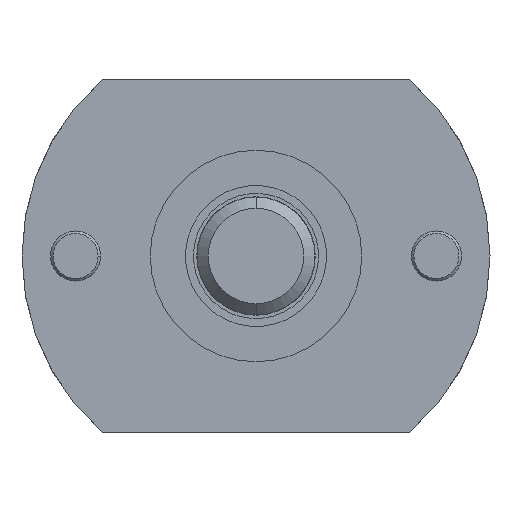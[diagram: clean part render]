
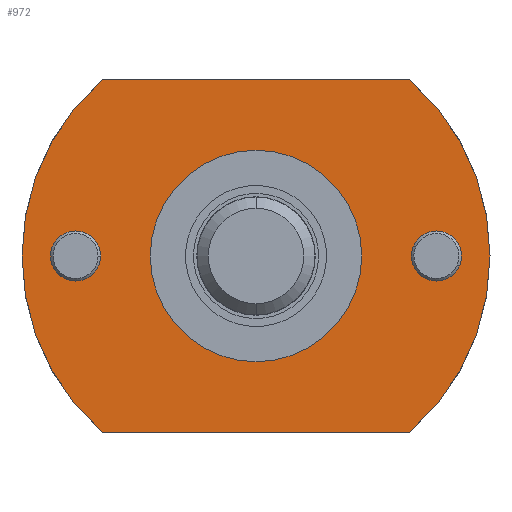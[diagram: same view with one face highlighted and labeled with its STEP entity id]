
A CAD part, front view. The second image highlights one B-rep face of the part: STEP entity #972.
In plain terms, the highlighted planar face has unit normal (0, -1, 0).
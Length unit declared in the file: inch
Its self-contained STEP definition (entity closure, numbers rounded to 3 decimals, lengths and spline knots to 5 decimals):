
#14 = CARTESIAN_POINT ( 'NONE',  ( 0., 0., -0.1875 ) ) ;
#38 = DIRECTION ( 'NONE',  ( 0., 0., -1. ) ) ;
#49 = VERTEX_POINT ( 'NONE', #431 ) ;
#94 = VERTEX_POINT ( 'NONE', #3832 ) ;
#176 = CIRCLE ( 'NONE', #3296, 0.0445 ) ;
#231 = DIRECTION ( 'NONE',  ( 0., 1., 0. ) ) ;
#234 = EDGE_CURVE ( 'NONE', #2939, #1329, #3620, .T. ) ;
#344 = CIRCLE ( 'NONE', #3920, 0.415 ) ;
#347 = CIRCLE ( 'NONE', #1029, 0.1875 ) ;
#431 = CARTESIAN_POINT ( 'NONE',  ( -0.27307, 0., 0.3125 ) ) ;
#563 = CARTESIAN_POINT ( 'NONE',  ( 0.27307, 0., -0.3125 ) ) ;
#628 = ORIENTED_EDGE ( 'NONE', *, *, #734, .F. ) ;
#639 = EDGE_CURVE ( 'NONE', #4034, #2125, #2758, .T. ) ;
#665 = EDGE_CURVE ( 'NONE', #1250, #94, #2795, .T. ) ;
#676 = EDGE_CURVE ( 'NONE', #1788, #49, #2699, .T. ) ;
#682 = CARTESIAN_POINT ( 'NONE',  ( -0.32, 0., 0.0445 ) ) ;
#694 = EDGE_LOOP ( 'NONE', ( #2696, #2672, #741, #3500 ) ) ;
#734 = EDGE_CURVE ( 'NONE', #94, #1250, #2504, .T. ) ;
#741 = ORIENTED_EDGE ( 'NONE', *, *, #676, .F. ) ;
#750 = EDGE_LOOP ( 'NONE', ( #628, #4089 ) ) ;
#752 = DIRECTION ( 'NONE',  ( 1., 0., 0. ) ) ;
#801 = CARTESIAN_POINT ( 'NONE',  ( -0.27307, 0., 0.3125 ) ) ;
#824 = DIRECTION ( 'NONE',  ( 0., 0., -1. ) ) ;
#972 = ADVANCED_FACE ( 'NONE', ( #1836, #1845, #1933, #1831 ), #1495, .F. ) ;
#1029 = AXIS2_PLACEMENT_3D ( 'NONE', #4146, #3325, #3221 ) ;
#1062 = AXIS2_PLACEMENT_3D ( 'NONE', #3761, #231, #1574 ) ;
#1150 = DIRECTION ( 'NONE',  ( 0., -1., 0. ) ) ;
#1159 = CARTESIAN_POINT ( 'NONE',  ( 0.32, 0., 0. ) ) ;
#1250 = VERTEX_POINT ( 'NONE', #682 ) ;
#1291 = CARTESIAN_POINT ( 'NONE',  ( 0.27307, 0., 0.3125 ) ) ;
#1300 = DIRECTION ( 'NONE',  ( 0., 0., -1. ) ) ;
#1329 = VERTEX_POINT ( 'NONE', #4185 ) ;
#1442 = DIRECTION ( 'NONE',  ( 0., 0., -1. ) ) ;
#1467 = CARTESIAN_POINT ( 'NONE',  ( 0., 0., 0. ) ) ;
#1495 = PLANE ( 'NONE',  #1062 ) ;
#1574 = DIRECTION ( 'NONE',  ( 0., 0., 1. ) ) ;
#1671 = CARTESIAN_POINT ( 'NONE',  ( 0., 0., 0. ) ) ;
#1706 = CARTESIAN_POINT ( 'NONE',  ( -0.27307, 0., -0.3125 ) ) ;
#1788 = VERTEX_POINT ( 'NONE', #1706 ) ;
#1831 = FACE_OUTER_BOUND ( 'NONE', #694, .T. ) ;
#1836 = FACE_BOUND ( 'NONE', #750, .T. ) ;
#1845 = FACE_BOUND ( 'NONE', #2762, .T. ) ;
#1933 = FACE_BOUND ( 'NONE', #3473, .T. ) ;
#1945 = AXIS2_PLACEMENT_3D ( 'NONE', #1671, #4221, #824 ) ;
#1981 = AXIS2_PLACEMENT_3D ( 'NONE', #1467, #2329, #2400 ) ;
#2125 = VERTEX_POINT ( 'NONE', #2930 ) ;
#2177 = AXIS2_PLACEMENT_3D ( 'NONE', #3182, #1150, #1300 ) ;
#2229 = AXIS2_PLACEMENT_3D ( 'NONE', #3639, #2396, #1442 ) ;
#2329 = DIRECTION ( 'NONE',  ( 0., 1., 0. ) ) ;
#2396 = DIRECTION ( 'NONE',  ( 0., -1., 0. ) ) ;
#2400 = DIRECTION ( 'NONE',  ( 0., 0., 1. ) ) ;
#2504 = CIRCLE ( 'NONE', #2229, 0.0445 ) ;
#2562 = VERTEX_POINT ( 'NONE', #563 ) ;
#2669 = ORIENTED_EDGE ( 'NONE', *, *, #4047, .F. ) ;
#2672 = ORIENTED_EDGE ( 'NONE', *, *, #3726, .F. ) ;
#2696 = ORIENTED_EDGE ( 'NONE', *, *, #2872, .F. ) ;
#2699 = CIRCLE ( 'NONE', #1981, 0.415 ) ;
#2710 = AXIS2_PLACEMENT_3D ( 'NONE', #1159, #3806, #38 ) ;
#2736 = VECTOR ( 'NONE', #752, 39.37008 ) ;
#2742 = LINE ( 'NONE', #801, #2736 ) ;
#2758 = CIRCLE ( 'NONE', #1945, 0.1875 ) ;
#2762 = EDGE_LOOP ( 'NONE', ( #2839, #2862 ) ) ;
#2795 = CIRCLE ( 'NONE', #2177, 0.0445 ) ;
#2839 = ORIENTED_EDGE ( 'NONE', *, *, #3419, .F. ) ;
#2862 = ORIENTED_EDGE ( 'NONE', *, *, #234, .F. ) ;
#2872 = EDGE_CURVE ( 'NONE', #3148, #2562, #344, .T. ) ;
#2930 = CARTESIAN_POINT ( 'NONE',  ( 0., 0., 0.1875 ) ) ;
#2939 = VERTEX_POINT ( 'NONE', #3785 ) ;
#3148 = VERTEX_POINT ( 'NONE', #1291 ) ;
#3182 = CARTESIAN_POINT ( 'NONE',  ( -0.32, 0., 0. ) ) ;
#3221 = DIRECTION ( 'NONE',  ( 0., 0., -1. ) ) ;
#3264 = DIRECTION ( 'NONE',  ( 0., 0., -1. ) ) ;
#3271 = DIRECTION ( 'NONE',  ( 0., -1., 0. ) ) ;
#3285 = CARTESIAN_POINT ( 'NONE',  ( 0.32, 0., 0. ) ) ;
#3296 = AXIS2_PLACEMENT_3D ( 'NONE', #3285, #3271, #3264 ) ;
#3325 = DIRECTION ( 'NONE',  ( 0., -1., 0. ) ) ;
#3419 = EDGE_CURVE ( 'NONE', #1329, #2939, #176, .T. ) ;
#3473 = EDGE_LOOP ( 'NONE', ( #3704, #2669 ) ) ;
#3500 = ORIENTED_EDGE ( 'NONE', *, *, #4190, .F. ) ;
#3543 = DIRECTION ( 'NONE',  ( 0., 0., 1. ) ) ;
#3556 = DIRECTION ( 'NONE',  ( 0., 1., 0. ) ) ;
#3620 = CIRCLE ( 'NONE', #2710, 0.0445 ) ;
#3639 = CARTESIAN_POINT ( 'NONE',  ( -0.32, 0., 0. ) ) ;
#3650 = VECTOR ( 'NONE', #3855, 39.37008 ) ;
#3681 = CARTESIAN_POINT ( 'NONE',  ( 0., 0., 0. ) ) ;
#3704 = ORIENTED_EDGE ( 'NONE', *, *, #639, .F. ) ;
#3726 = EDGE_CURVE ( 'NONE', #49, #3148, #2742, .T. ) ;
#3761 = CARTESIAN_POINT ( 'NONE',  ( 0., 0., 0. ) ) ;
#3764 = LINE ( 'NONE', #4117, #3650 ) ;
#3785 = CARTESIAN_POINT ( 'NONE',  ( 0.32, 0., 0.0445 ) ) ;
#3806 = DIRECTION ( 'NONE',  ( 0., -1., 0. ) ) ;
#3832 = CARTESIAN_POINT ( 'NONE',  ( -0.32, 0., -0.0445 ) ) ;
#3855 = DIRECTION ( 'NONE',  ( -1., 0., 0. ) ) ;
#3920 = AXIS2_PLACEMENT_3D ( 'NONE', #3681, #3556, #3543 ) ;
#4034 = VERTEX_POINT ( 'NONE', #14 ) ;
#4047 = EDGE_CURVE ( 'NONE', #2125, #4034, #347, .T. ) ;
#4089 = ORIENTED_EDGE ( 'NONE', *, *, #665, .F. ) ;
#4117 = CARTESIAN_POINT ( 'NONE',  ( -0.27307, 0., -0.3125 ) ) ;
#4146 = CARTESIAN_POINT ( 'NONE',  ( 0., 0., 0. ) ) ;
#4185 = CARTESIAN_POINT ( 'NONE',  ( 0.32, 0., -0.0445 ) ) ;
#4190 = EDGE_CURVE ( 'NONE', #2562, #1788, #3764, .T. ) ;
#4221 = DIRECTION ( 'NONE',  ( 0., -1., 0. ) ) ;
